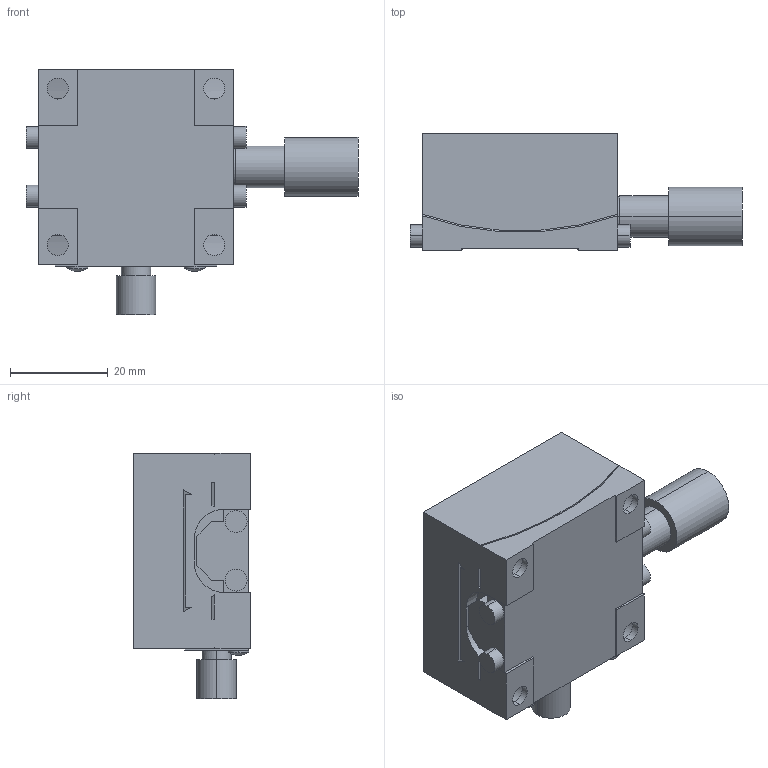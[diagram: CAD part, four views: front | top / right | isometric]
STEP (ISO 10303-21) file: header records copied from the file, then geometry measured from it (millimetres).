
FILE_DESCRIPTION (( 'STEP AP203' ), '1' );
FILE_NAME ('66526.STEP', '2010-09-03T02:48:24', ( '' ), ( '' ), 'SwSTEP 2.0', 'SolidWorks 2007', '' );
FILE_SCHEMA (( 'CONFIG_CONTROL_DESIGN' ));
Length unit declared in the file: millimetre
Products named in the file (2): 66526; 66526_蹬怮椔
Assembly tree (1 placements, depth 2):
  66526
    66526_蹬怮椔
Bounding box: 67.9 x 24 x 50.3 mm (x, y, z)
Volume: 38440 mm3; surface area: 13329.2 mm2
Topology: 1 solids, 3 shells, 241 faces, 603 edges, 372 vertices
Faces by surface type: cylinder 116, plane 87, cone 36, bspline 2
Entity records: 7978 total; most frequent: CARTESIAN_POINT 1984, DIRECTION 1272, ORIENTED_EDGE 1154, EDGE_CURVE 577, AXIS2_PLACEMENT_3D 490, VERTEX_POINT 372, EDGE_LOOP 293, VECTOR 292
